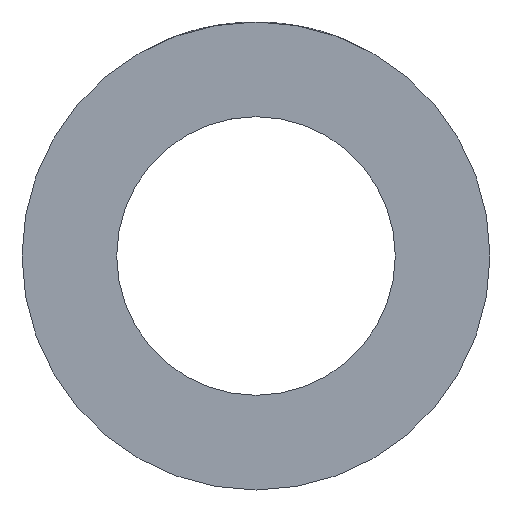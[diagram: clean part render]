
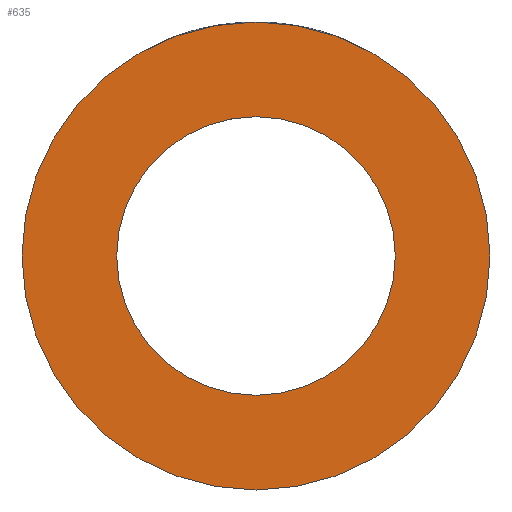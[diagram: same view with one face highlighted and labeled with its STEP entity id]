
A CAD part, front view. The second image highlights one B-rep face of the part: STEP entity #635.
In plain terms, the highlighted planar face has unit normal (0, -1, 0).
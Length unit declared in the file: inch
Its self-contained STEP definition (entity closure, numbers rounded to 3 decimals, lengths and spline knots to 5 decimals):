
#8 = AXIS2_PLACEMENT_3D ( 'NONE', #303, #418, #87 ) ;
#12 = DIRECTION ( 'NONE',  ( 0., -1., 0. ) ) ;
#24 = DIRECTION ( 'NONE',  ( 0., 0., 1. ) ) ;
#25 = ORIENTED_EDGE ( 'NONE', *, *, #612, .F. ) ;
#86 = DIRECTION ( 'NONE',  ( 0., 0., -1. ) ) ;
#87 = DIRECTION ( 'NONE',  ( 0., 0., 1. ) ) ;
#115 = EDGE_CURVE ( 'NONE', #179, #568, #282, .T. ) ;
#128 = CARTESIAN_POINT ( 'NONE',  ( 0., 0., -0.21 ) ) ;
#130 = CARTESIAN_POINT ( 'NONE',  ( 0., 0., 0.21 ) ) ;
#156 = ORIENTED_EDGE ( 'NONE', *, *, #115, .F. ) ;
#179 = VERTEX_POINT ( 'NONE', #536 ) ;
#224 = EDGE_CURVE ( 'NONE', #526, #287, #519, .T. ) ;
#282 = CIRCLE ( 'NONE', #350, 0.125 ) ;
#285 = EDGE_LOOP ( 'NONE', ( #358, #156 ) ) ;
#287 = VERTEX_POINT ( 'NONE', #128 ) ;
#303 = CARTESIAN_POINT ( 'NONE',  ( 0., 0., 0. ) ) ;
#345 = CARTESIAN_POINT ( 'NONE',  ( 0., 0., 0. ) ) ;
#350 = AXIS2_PLACEMENT_3D ( 'NONE', #466, #417, #86 ) ;
#357 = CARTESIAN_POINT ( 'NONE',  ( 0., 0., 0.125 ) ) ;
#358 = ORIENTED_EDGE ( 'NONE', *, *, #480, .F. ) ;
#362 = DIRECTION ( 'NONE',  ( 0., 1., 0. ) ) ;
#381 = AXIS2_PLACEMENT_3D ( 'NONE', #670, #362, #24 ) ;
#402 = DIRECTION ( 'NONE',  ( 0., 0., -1. ) ) ;
#405 = EDGE_LOOP ( 'NONE', ( #25, #647 ) ) ;
#417 = DIRECTION ( 'NONE',  ( 0., -1., 0. ) ) ;
#418 = DIRECTION ( 'NONE',  ( 0., 1., 0. ) ) ;
#427 = AXIS2_PLACEMENT_3D ( 'NONE', #520, #496, #465 ) ;
#435 = FACE_OUTER_BOUND ( 'NONE', #405, .T. ) ;
#440 = CIRCLE ( 'NONE', #381, 0.21 ) ;
#447 = AXIS2_PLACEMENT_3D ( 'NONE', #345, #12, #402 ) ;
#465 = DIRECTION ( 'NONE',  ( 0., 0., 1. ) ) ;
#466 = CARTESIAN_POINT ( 'NONE',  ( 0., 0., 0. ) ) ;
#480 = EDGE_CURVE ( 'NONE', #568, #179, #687, .T. ) ;
#496 = DIRECTION ( 'NONE',  ( 0., 1., 0. ) ) ;
#519 = CIRCLE ( 'NONE', #427, 0.21 ) ;
#520 = CARTESIAN_POINT ( 'NONE',  ( 0., 0., 0. ) ) ;
#526 = VERTEX_POINT ( 'NONE', #130 ) ;
#536 = CARTESIAN_POINT ( 'NONE',  ( 0., 0., -0.125 ) ) ;
#566 = PLANE ( 'NONE',  #8 ) ;
#568 = VERTEX_POINT ( 'NONE', #357 ) ;
#612 = EDGE_CURVE ( 'NONE', #287, #526, #440, .T. ) ;
#635 = ADVANCED_FACE ( 'NONE', ( #695, #435 ), #566, .F. ) ;
#647 = ORIENTED_EDGE ( 'NONE', *, *, #224, .F. ) ;
#670 = CARTESIAN_POINT ( 'NONE',  ( 0., 0., 0. ) ) ;
#687 = CIRCLE ( 'NONE', #447, 0.125 ) ;
#695 = FACE_BOUND ( 'NONE', #285, .T. ) ;
